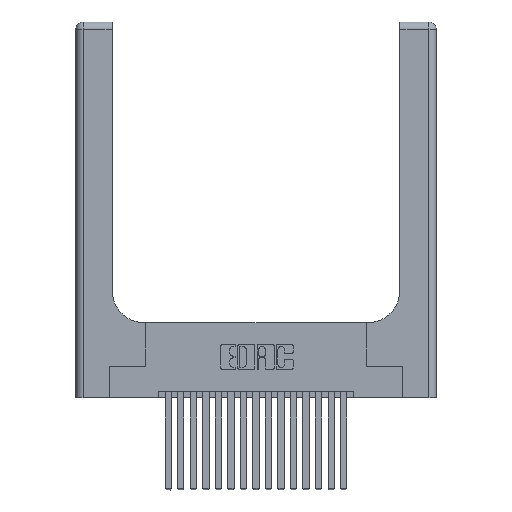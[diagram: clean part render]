
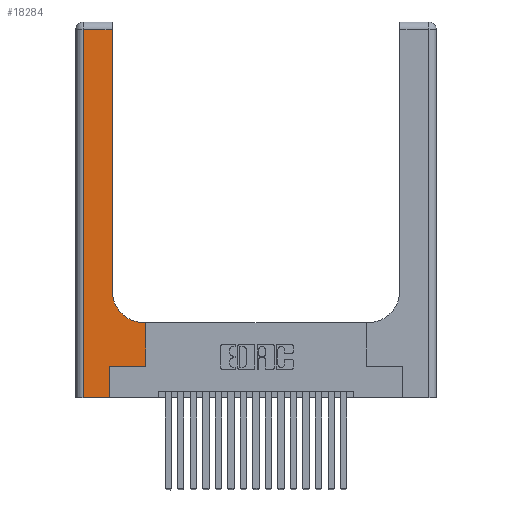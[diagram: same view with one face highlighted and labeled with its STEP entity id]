
A CAD part, top view. The second image highlights one B-rep face of the part: STEP entity #18284.
In plain terms, the highlighted planar face has unit normal (0, 0, 1).
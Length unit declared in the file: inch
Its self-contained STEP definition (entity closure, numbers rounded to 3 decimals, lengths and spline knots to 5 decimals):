
#348 = AXIS2_PLACEMENT_3D ( 'NONE', #12552, #6221, #17059 ) ;
#670 = VECTOR ( 'NONE', #16728, 39.37008 ) ;
#689 = VECTOR ( 'NONE', #2186, 39.37008 ) ;
#1334 = DIRECTION ( 'NONE',  ( 1., 0., 0. ) ) ;
#1616 = VERTEX_POINT ( 'NONE', #18047 ) ;
#1662 = VECTOR ( 'NONE', #19555, 39.37008 ) ;
#1861 = CARTESIAN_POINT ( 'NONE',  ( 0.5585, 0.25, 0.37 ) ) ;
#2186 = DIRECTION ( 'NONE',  ( 0., -1., 0. ) ) ;
#2190 = CARTESIAN_POINT ( 'NONE',  ( 0.2915, 3., 0.37 ) ) ;
#3065 = CARTESIAN_POINT ( 'NONE',  ( 0., 0., 0.37 ) ) ;
#3181 = EDGE_CURVE ( 'NONE', #16094, #16093, #12749, .T. ) ;
#3192 = VECTOR ( 'NONE', #17616, 39.37008 ) ;
#3342 = VERTEX_POINT ( 'NONE', #17042 ) ;
#4054 = EDGE_CURVE ( 'NONE', #4713, #9916, #19586, .T. ) ;
#4287 = VERTEX_POINT ( 'NONE', #14769 ) ;
#4611 = PLANE ( 'NONE',  #348 ) ;
#4713 = VERTEX_POINT ( 'NONE', #17314 ) ;
#4731 = AXIS2_PLACEMENT_3D ( 'NONE', #7011, #19784, #5444 ) ;
#4902 = LINE ( 'NONE', #5445, #689 ) ;
#4945 = LINE ( 'NONE', #12686, #16481 ) ;
#5020 = ORIENTED_EDGE ( 'NONE', *, *, #15213, .T. ) ;
#5444 = DIRECTION ( 'NONE',  ( 1., 0., 0. ) ) ;
#5445 = CARTESIAN_POINT ( 'NONE',  ( 0.06, 3., 0.37 ) ) ;
#5636 = CARTESIAN_POINT ( 'NONE',  ( 0.269, 0., 0.37 ) ) ;
#5707 = CARTESIAN_POINT ( 'NONE',  ( 0.06, 0., 0.37 ) ) ;
#5937 = ORIENTED_EDGE ( 'NONE', *, *, #3181, .T. ) ;
#6221 = DIRECTION ( 'NONE',  ( 0., 0., -1. ) ) ;
#6466 = ORIENTED_EDGE ( 'NONE', *, *, #15960, .T. ) ;
#6609 = ORIENTED_EDGE ( 'NONE', *, *, #4054, .T. ) ;
#6934 = LINE ( 'NONE', #2190, #17255 ) ;
#7011 = CARTESIAN_POINT ( 'NONE',  ( 0.5415, 0.85, 0.37 ) ) ;
#7759 = VERTEX_POINT ( 'NONE', #17773 ) ;
#8135 = EDGE_CURVE ( 'NONE', #9916, #7759, #6934, .T. ) ;
#8457 = CARTESIAN_POINT ( 'NONE',  ( 0.2915, 0.85, 0.37 ) ) ;
#8585 = EDGE_CURVE ( 'NONE', #9482, #4713, #4945, .T. ) ;
#8599 = VECTOR ( 'NONE', #1334, 39.37008 ) ;
#8664 = CARTESIAN_POINT ( 'NONE',  ( 0.269, 0.25, 0.37 ) ) ;
#8750 = CARTESIAN_POINT ( 'NONE',  ( 0.269, 0., 0.37 ) ) ;
#9482 = VERTEX_POINT ( 'NONE', #18271 ) ;
#9586 = ORIENTED_EDGE ( 'NONE', *, *, #8585, .T. ) ;
#9916 = VERTEX_POINT ( 'NONE', #8457 ) ;
#10776 = EDGE_CURVE ( 'NONE', #7759, #3342, #19387, .T. ) ;
#12251 = DIRECTION ( 'NONE',  ( -1., 0., 0. ) ) ;
#12552 = CARTESIAN_POINT ( 'NONE',  ( 0., 3., 0.37 ) ) ;
#12686 = CARTESIAN_POINT ( 'NONE',  ( 0.2915, 0.6, 0.37 ) ) ;
#12749 = LINE ( 'NONE', #3065, #8599 ) ;
#13677 = CARTESIAN_POINT ( 'NONE',  ( 0., 2.94, 0.37 ) ) ;
#14537 = EDGE_CURVE ( 'NONE', #1616, #9482, #18733, .T. ) ;
#14602 = EDGE_LOOP ( 'NONE', ( #17282, #15990, #5020, #5937, #19973, #6466, #16363, #9586, #6609 ) ) ;
#14769 = CARTESIAN_POINT ( 'NONE',  ( 0.269, 0.25, 0.37 ) ) ;
#15213 = EDGE_CURVE ( 'NONE', #3342, #16094, #4902, .T. ) ;
#15417 = EDGE_CURVE ( 'NONE', #16093, #4287, #18163, .T. ) ;
#15680 = LINE ( 'NONE', #8664, #1662 ) ;
#15958 = DIRECTION ( 'NONE',  ( -1., 0., 0. ) ) ;
#15960 = EDGE_CURVE ( 'NONE', #4287, #1616, #15680, .T. ) ;
#15990 = ORIENTED_EDGE ( 'NONE', *, *, #10776, .T. ) ;
#16093 = VERTEX_POINT ( 'NONE', #5636 ) ;
#16094 = VERTEX_POINT ( 'NONE', #5707 ) ;
#16363 = ORIENTED_EDGE ( 'NONE', *, *, #14537, .T. ) ;
#16481 = VECTOR ( 'NONE', #15958, 39.37008 ) ;
#16728 = DIRECTION ( 'NONE',  ( 0., 1., 0. ) ) ;
#17042 = CARTESIAN_POINT ( 'NONE',  ( 0.06, 2.94, 0.37 ) ) ;
#17059 = DIRECTION ( 'NONE',  ( -1., 0., 0. ) ) ;
#17255 = VECTOR ( 'NONE', #17745, 39.37008 ) ;
#17282 = ORIENTED_EDGE ( 'NONE', *, *, #8135, .T. ) ;
#17314 = CARTESIAN_POINT ( 'NONE',  ( 0.5415, 0.6, 0.37 ) ) ;
#17616 = DIRECTION ( 'NONE',  ( 0., 1., 0. ) ) ;
#17745 = DIRECTION ( 'NONE',  ( 0., 1., 0. ) ) ;
#17773 = CARTESIAN_POINT ( 'NONE',  ( 0.2915, 2.94, 0.37 ) ) ;
#18047 = CARTESIAN_POINT ( 'NONE',  ( 0.5585, 0.25, 0.37 ) ) ;
#18163 = LINE ( 'NONE', #8750, #670 ) ;
#18271 = CARTESIAN_POINT ( 'NONE',  ( 0.5585, 0.6, 0.37 ) ) ;
#18284 = ADVANCED_FACE ( 'NONE', ( #20069 ), #4611, .F. ) ;
#18733 = LINE ( 'NONE', #1861, #3192 ) ;
#19128 = VECTOR ( 'NONE', #12251, 39.37008 ) ;
#19387 = LINE ( 'NONE', #13677, #19128 ) ;
#19555 = DIRECTION ( 'NONE',  ( 1., 0., 0. ) ) ;
#19586 = CIRCLE ( 'NONE', #4731, 0.25 ) ;
#19784 = DIRECTION ( 'NONE',  ( 0., 0., -1. ) ) ;
#19973 = ORIENTED_EDGE ( 'NONE', *, *, #15417, .T. ) ;
#20069 = FACE_OUTER_BOUND ( 'NONE', #14602, .T. ) ;
